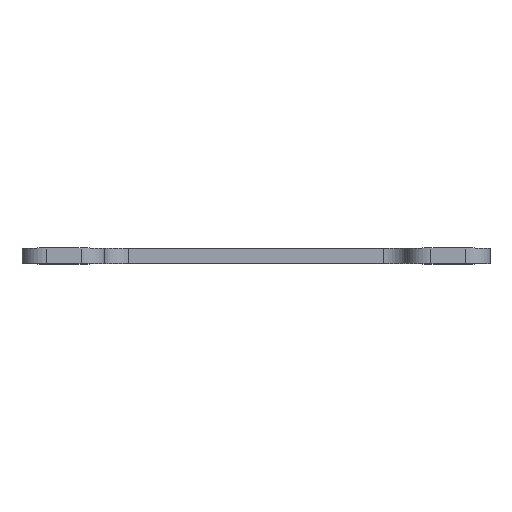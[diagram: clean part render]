
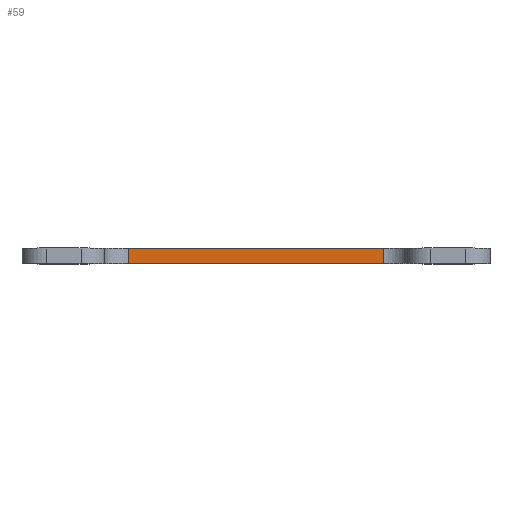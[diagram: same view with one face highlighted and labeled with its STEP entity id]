
A CAD part, top view. The second image highlights one B-rep face of the part: STEP entity #59.
In plain terms, the highlighted planar face has unit normal (0, 0, 1).
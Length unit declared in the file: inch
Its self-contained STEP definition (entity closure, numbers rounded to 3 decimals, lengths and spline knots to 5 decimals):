
#59 = ADVANCED_FACE ( 'NONE', ( #766 ), #450, .T. ) ;
#60 = CARTESIAN_POINT ( 'NONE',  ( 0.64733, 0.03467, 2.67712 ) ) ;
#75 = ORIENTED_EDGE ( 'NONE', *, *, #748, .F. ) ;
#97 = ORIENTED_EDGE ( 'NONE', *, *, #1224, .F. ) ;
#98 = LINE ( 'NONE', #549, #880 ) ;
#218 = CARTESIAN_POINT ( 'NONE',  ( -0.92767, -0.09033, 2.67712 ) ) ;
#254 = CARTESIAN_POINT ( 'NONE',  ( -0.92767, 0.03467, 2.67712 ) ) ;
#292 = VECTOR ( 'NONE', #978, 39.37008 ) ;
#322 = VERTEX_POINT ( 'NONE', #218 ) ;
#332 = DIRECTION ( 'NONE',  ( 0., 0., 1. ) ) ;
#349 = CARTESIAN_POINT ( 'NONE',  ( 1.17233, 0.03467, 2.67712 ) ) ;
#450 = PLANE ( 'NONE',  #1322 ) ;
#498 = VERTEX_POINT ( 'NONE', #349 ) ;
#519 = LINE ( 'NONE', #1426, #826 ) ;
#535 = VERTEX_POINT ( 'NONE', #1319 ) ;
#549 = CARTESIAN_POINT ( 'NONE',  ( 0.12233, -0.09033, 2.67712 ) ) ;
#652 = EDGE_CURVE ( 'NONE', #322, #535, #98, .T. ) ;
#666 = CARTESIAN_POINT ( 'NONE',  ( 0.64733, 0.03467, 2.67712 ) ) ;
#687 = ORIENTED_EDGE ( 'NONE', *, *, #652, .T. ) ;
#720 = CARTESIAN_POINT ( 'NONE',  ( 1.17233, 0.03467, 2.67712 ) ) ;
#748 = EDGE_CURVE ( 'NONE', #322, #799, #519, .T. ) ;
#766 = FACE_OUTER_BOUND ( 'NONE', #1450, .T. ) ;
#799 = VERTEX_POINT ( 'NONE', #254 ) ;
#826 = VECTOR ( 'NONE', #1318, 39.37008 ) ;
#837 = LINE ( 'NONE', #720, #1239 ) ;
#863 = DIRECTION ( 'NONE',  ( 0., 1., 0. ) ) ;
#880 = VECTOR ( 'NONE', #1191, 39.37008 ) ;
#978 = DIRECTION ( 'NONE',  ( 1., 0., 0. ) ) ;
#1191 = DIRECTION ( 'NONE',  ( 1., 0., 0. ) ) ;
#1224 = EDGE_CURVE ( 'NONE', #799, #498, #1308, .T. ) ;
#1239 = VECTOR ( 'NONE', #863, 39.37008 ) ;
#1303 = ORIENTED_EDGE ( 'NONE', *, *, #1357, .T. ) ;
#1308 = LINE ( 'NONE', #60, #292 ) ;
#1318 = DIRECTION ( 'NONE',  ( 0., 1., 0. ) ) ;
#1319 = CARTESIAN_POINT ( 'NONE',  ( 1.17233, -0.09033, 2.67712 ) ) ;
#1322 = AXIS2_PLACEMENT_3D ( 'NONE', #666, #332, #1375 ) ;
#1357 = EDGE_CURVE ( 'NONE', #535, #498, #837, .T. ) ;
#1375 = DIRECTION ( 'NONE',  ( 1., 0., 0. ) ) ;
#1426 = CARTESIAN_POINT ( 'NONE',  ( -0.92767, 0.03467, 2.67712 ) ) ;
#1450 = EDGE_LOOP ( 'NONE', ( #75, #687, #1303, #97 ) ) ;
